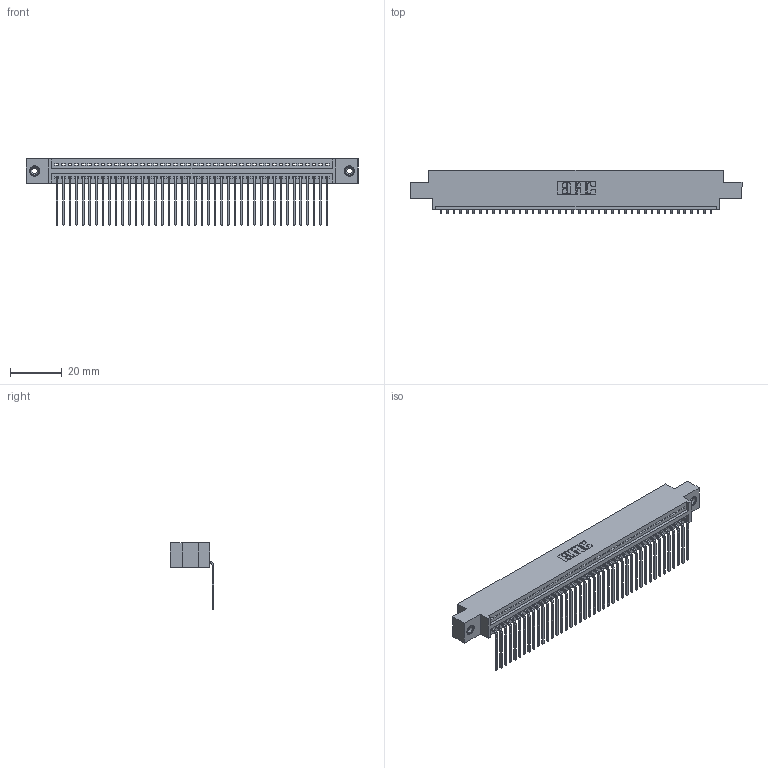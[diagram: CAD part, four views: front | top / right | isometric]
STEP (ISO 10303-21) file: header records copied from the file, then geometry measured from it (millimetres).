
FILE_DESCRIPTION (( 'STEP AP203' ), '1' );
FILE_NAME ('345-042-559-608.STEP', '2019-10-08T15:28:23', ( '' ), ( '' ), 'SwSTEP 2.0', 'SolidWorks 2016', '' );
FILE_SCHEMA (( 'CONFIG_CONTROL_DESIGN' ));
Length unit declared in the file: inch
Products named in the file (4): 345-292-001_558 559 Tail - 1; 345-250-001_345-250-003-102; 345 Part_0.170 Offset - 0.156 Dia-TI; 345-042-559-608
Assembly tree (45 placements, depth 2):
  345-042-559-608
    345 Part_0.170 Offset - 0.156 Dia-TI
    345-292-001_558 559 Tail - 1  x42
    345-250-001_345-250-003-102  x2
Bounding box: 127.89 x 16.75 x 25.53 mm (x, y, z)
Volume: 12167.1 mm3; surface area: 17136.9 mm2
Topology: 45 solids, 45 shells, 2710 faces, 8133 edges, 5358 vertices
Faces by surface type: plane 1880, cylinder 814, cone 12, torus 4
Entity records: 33012 total; most frequent: CARTESIAN_POINT 5701, ORIENTED_EDGE 5670, DIRECTION 5005, EDGE_CURVE 2835, VECTOR 2515, LINE 2515, VERTEX_POINT 1884, AXIS2_PLACEMENT_3D 1245
